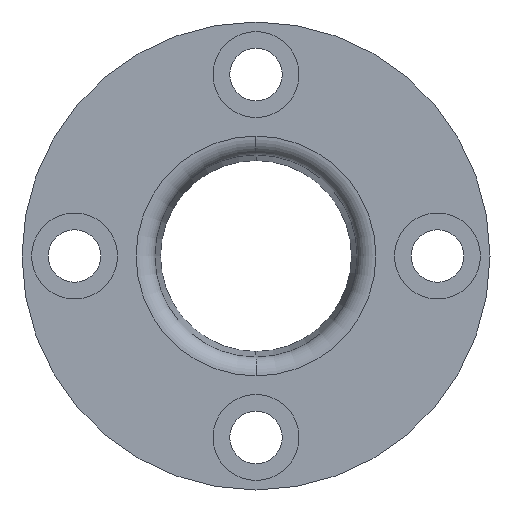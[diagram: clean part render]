
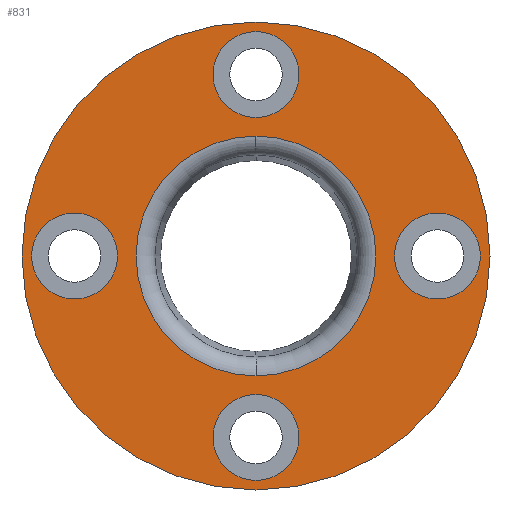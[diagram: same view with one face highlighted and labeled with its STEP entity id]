
A CAD part, left-side view. The second image highlights one B-rep face of the part: STEP entity #831.
In plain terms, the highlighted planar face has unit normal (-1, 0, 0).
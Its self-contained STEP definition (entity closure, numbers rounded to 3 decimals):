
#11 = VERTEX_POINT ( 'NONE', #1041 ) ;
#19 = DIRECTION ( 'NONE',  ( 0., 0., 1. ) ) ;
#25 = AXIS2_PLACEMENT_3D ( 'NONE', #313, #1049, #681 ) ;
#27 = VERTEX_POINT ( 'NONE', #714 ) ;
#54 = EDGE_CURVE ( 'NONE', #838, #505, #887, .T. ) ;
#62 = CARTESIAN_POINT ( 'NONE',  ( -6., 0., 12.56 ) ) ;
#107 = EDGE_CURVE ( 'NONE', #986, #690, #419, .T. ) ;
#122 = CARTESIAN_POINT ( 'NONE',  ( -6., 0., 19. ) ) ;
#125 = DIRECTION ( 'NONE',  ( 0., 0., 1. ) ) ;
#147 = CARTESIAN_POINT ( 'NONE',  ( -6., -19., 0. ) ) ;
#164 = DIRECTION ( 'NONE',  ( 0., 0., 1. ) ) ;
#170 = DIRECTION ( 'NONE',  ( -1., 0., 0. ) ) ;
#172 = CARTESIAN_POINT ( 'NONE',  ( -6., 0., 0. ) ) ;
#181 = AXIS2_PLACEMENT_3D ( 'NONE', #756, #483, #666 ) ;
#193 = ORIENTED_EDGE ( 'NONE', *, *, #54, .F. ) ;
#196 = EDGE_CURVE ( 'NONE', #690, #986, #844, .T. ) ;
#205 = VERTEX_POINT ( 'NONE', #382 ) ;
#207 = ORIENTED_EDGE ( 'NONE', *, *, #346, .F. ) ;
#208 = VERTEX_POINT ( 'NONE', #751 ) ;
#218 = DIRECTION ( 'NONE',  ( 0., 0., -1. ) ) ;
#222 = EDGE_LOOP ( 'NONE', ( #649, #1087 ) ) ;
#241 = CIRCLE ( 'NONE', #354, 4.5 ) ;
#244 = ORIENTED_EDGE ( 'NONE', *, *, #636, .F. ) ;
#278 = VERTEX_POINT ( 'NONE', #581 ) ;
#283 = FACE_BOUND ( 'NONE', #1192, .T. ) ;
#294 = AXIS2_PLACEMENT_3D ( 'NONE', #1166, #1180, #164 ) ;
#301 = AXIS2_PLACEMENT_3D ( 'NONE', #941, #389, #470 ) ;
#307 = ORIENTED_EDGE ( 'NONE', *, *, #1149, .F. ) ;
#313 = CARTESIAN_POINT ( 'NONE',  ( -6., 0., 0. ) ) ;
#328 = DIRECTION ( 'NONE',  ( -1., 0., 0. ) ) ;
#330 = CIRCLE ( 'NONE', #822, 4.5 ) ;
#343 = AXIS2_PLACEMENT_3D ( 'NONE', #810, #528, #1161 ) ;
#346 = EDGE_CURVE ( 'NONE', #505, #838, #364, .T. ) ;
#354 = AXIS2_PLACEMENT_3D ( 'NONE', #796, #707, #795 ) ;
#357 = EDGE_CURVE ( 'NONE', #208, #278, #1138, .T. ) ;
#364 = CIRCLE ( 'NONE', #525, 4.5 ) ;
#382 = CARTESIAN_POINT ( 'NONE',  ( -6., 0., -14.5 ) ) ;
#385 = CARTESIAN_POINT ( 'NONE',  ( -6., 10., 0. ) ) ;
#389 = DIRECTION ( 'NONE',  ( -1., 0., 0. ) ) ;
#403 = FACE_OUTER_BOUND ( 'NONE', #222, .T. ) ;
#419 = CIRCLE ( 'NONE', #1031, 12.56 ) ;
#424 = VERTEX_POINT ( 'NONE', #598 ) ;
#430 = AXIS2_PLACEMENT_3D ( 'NONE', #738, #170, #637 ) ;
#458 = DIRECTION ( 'NONE',  ( -1., 0., 0. ) ) ;
#470 = DIRECTION ( 'NONE',  ( 0., 0., 1. ) ) ;
#474 = DIRECTION ( 'NONE',  ( -1., 0., 0. ) ) ;
#483 = DIRECTION ( 'NONE',  ( 1., 0., 0. ) ) ;
#485 = EDGE_CURVE ( 'NONE', #834, #424, #709, .T. ) ;
#489 = PLANE ( 'NONE',  #1199 ) ;
#505 = VERTEX_POINT ( 'NONE', #699 ) ;
#524 = EDGE_LOOP ( 'NONE', ( #307, #615 ) ) ;
#525 = AXIS2_PLACEMENT_3D ( 'NONE', #122, #871, #125 ) ;
#528 = DIRECTION ( 'NONE',  ( -1., 0., 0. ) ) ;
#530 = FACE_BOUND ( 'NONE', #524, .T. ) ;
#547 = CIRCLE ( 'NONE', #430, 4.5 ) ;
#551 = EDGE_CURVE ( 'NONE', #424, #834, #241, .T. ) ;
#568 = CARTESIAN_POINT ( 'NONE',  ( -6., 19., -4.5 ) ) ;
#581 = CARTESIAN_POINT ( 'NONE',  ( -6., 0., -24.5 ) ) ;
#585 = CIRCLE ( 'NONE', #294, 4.5 ) ;
#598 = CARTESIAN_POINT ( 'NONE',  ( -6., 19., 4.5 ) ) ;
#612 = EDGE_CURVE ( 'NONE', #1160, #11, #330, .T. ) ;
#615 = ORIENTED_EDGE ( 'NONE', *, *, #612, .F. ) ;
#630 = EDGE_LOOP ( 'NONE', ( #1145, #1075 ) ) ;
#636 = EDGE_CURVE ( 'NONE', #205, #27, #585, .T. ) ;
#637 = DIRECTION ( 'NONE',  ( 0., 0., 1. ) ) ;
#649 = ORIENTED_EDGE ( 'NONE', *, *, #357, .T. ) ;
#652 = DIRECTION ( 'NONE',  ( 0., 0., -1. ) ) ;
#666 = DIRECTION ( 'NONE',  ( 0., 0., -1. ) ) ;
#674 = ORIENTED_EDGE ( 'NONE', *, *, #863, .F. ) ;
#681 = DIRECTION ( 'NONE',  ( 0., 0., 1. ) ) ;
#682 = CARTESIAN_POINT ( 'NONE',  ( -6., 0., -12.56 ) ) ;
#690 = VERTEX_POINT ( 'NONE', #62 ) ;
#694 = CARTESIAN_POINT ( 'NONE',  ( -6., 0., 0. ) ) ;
#696 = CIRCLE ( 'NONE', #882, 4.5 ) ;
#699 = CARTESIAN_POINT ( 'NONE',  ( -6., 0., 23.5 ) ) ;
#701 = ORIENTED_EDGE ( 'NONE', *, *, #196, .T. ) ;
#707 = DIRECTION ( 'NONE',  ( -1., 0., 0. ) ) ;
#709 = CIRCLE ( 'NONE', #343, 4.5 ) ;
#714 = CARTESIAN_POINT ( 'NONE',  ( -6., 0., -23.5 ) ) ;
#733 = EDGE_LOOP ( 'NONE', ( #207, #193 ) ) ;
#736 = AXIS2_PLACEMENT_3D ( 'NONE', #172, #458, #1097 ) ;
#738 = CARTESIAN_POINT ( 'NONE',  ( -6., -19., 0. ) ) ;
#751 = CARTESIAN_POINT ( 'NONE',  ( -6., 0., 24.5 ) ) ;
#756 = CARTESIAN_POINT ( 'NONE',  ( -6., 0., 0. ) ) ;
#784 = EDGE_CURVE ( 'NONE', #278, #208, #872, .T. ) ;
#795 = DIRECTION ( 'NONE',  ( 0., 0., 1. ) ) ;
#796 = CARTESIAN_POINT ( 'NONE',  ( -6., 19., 0. ) ) ;
#810 = CARTESIAN_POINT ( 'NONE',  ( -6., 19., 0. ) ) ;
#822 = AXIS2_PLACEMENT_3D ( 'NONE', #147, #328, #957 ) ;
#824 = CARTESIAN_POINT ( 'NONE',  ( -6., -19., -4.5 ) ) ;
#831 = ADVANCED_FACE ( 'NONE', ( #283, #1010, #1186, #530, #942, #403 ), #489, .F. ) ;
#834 = VERTEX_POINT ( 'NONE', #568 ) ;
#838 = VERTEX_POINT ( 'NONE', #1108 ) ;
#844 = CIRCLE ( 'NONE', #181, 12.56 ) ;
#863 = EDGE_CURVE ( 'NONE', #27, #205, #696, .T. ) ;
#871 = DIRECTION ( 'NONE',  ( -1., 0., 0. ) ) ;
#872 = CIRCLE ( 'NONE', #736, 24.5 ) ;
#875 = DIRECTION ( 'NONE',  ( 1., 0., 0. ) ) ;
#882 = AXIS2_PLACEMENT_3D ( 'NONE', #1027, #474, #19 ) ;
#887 = CIRCLE ( 'NONE', #301, 4.5 ) ;
#918 = EDGE_LOOP ( 'NONE', ( #1120, #701 ) ) ;
#941 = CARTESIAN_POINT ( 'NONE',  ( -6., 0., 19. ) ) ;
#942 = FACE_BOUND ( 'NONE', #918, .T. ) ;
#957 = DIRECTION ( 'NONE',  ( 0., 0., 1. ) ) ;
#986 = VERTEX_POINT ( 'NONE', #682 ) ;
#1010 = FACE_BOUND ( 'NONE', #733, .T. ) ;
#1027 = CARTESIAN_POINT ( 'NONE',  ( -6., 0., -19. ) ) ;
#1031 = AXIS2_PLACEMENT_3D ( 'NONE', #694, #875, #218 ) ;
#1041 = CARTESIAN_POINT ( 'NONE',  ( -6., -19., 4.5 ) ) ;
#1049 = DIRECTION ( 'NONE',  ( -1., 0., 0. ) ) ;
#1075 = ORIENTED_EDGE ( 'NONE', *, *, #485, .F. ) ;
#1087 = ORIENTED_EDGE ( 'NONE', *, *, #784, .T. ) ;
#1097 = DIRECTION ( 'NONE',  ( 0., 0., 1. ) ) ;
#1108 = CARTESIAN_POINT ( 'NONE',  ( -6., 0., 14.5 ) ) ;
#1112 = DIRECTION ( 'NONE',  ( 1., 0., 0. ) ) ;
#1120 = ORIENTED_EDGE ( 'NONE', *, *, #107, .T. ) ;
#1138 = CIRCLE ( 'NONE', #25, 24.5 ) ;
#1145 = ORIENTED_EDGE ( 'NONE', *, *, #551, .F. ) ;
#1149 = EDGE_CURVE ( 'NONE', #11, #1160, #547, .T. ) ;
#1160 = VERTEX_POINT ( 'NONE', #824 ) ;
#1161 = DIRECTION ( 'NONE',  ( 0., 0., 1. ) ) ;
#1166 = CARTESIAN_POINT ( 'NONE',  ( -6., 0., -19. ) ) ;
#1180 = DIRECTION ( 'NONE',  ( -1., 0., 0. ) ) ;
#1186 = FACE_BOUND ( 'NONE', #630, .T. ) ;
#1192 = EDGE_LOOP ( 'NONE', ( #244, #674 ) ) ;
#1199 = AXIS2_PLACEMENT_3D ( 'NONE', #385, #1112, #652 ) ;
